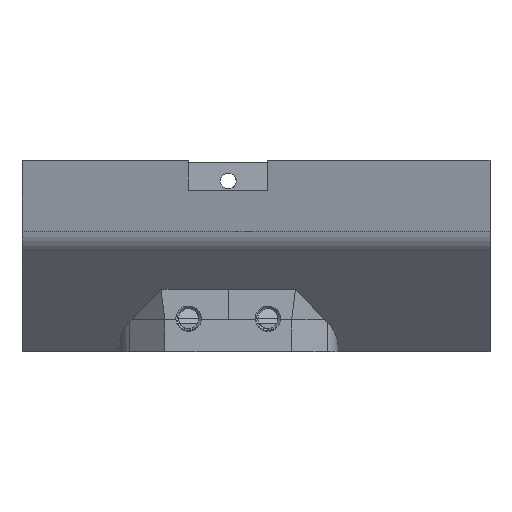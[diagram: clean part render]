
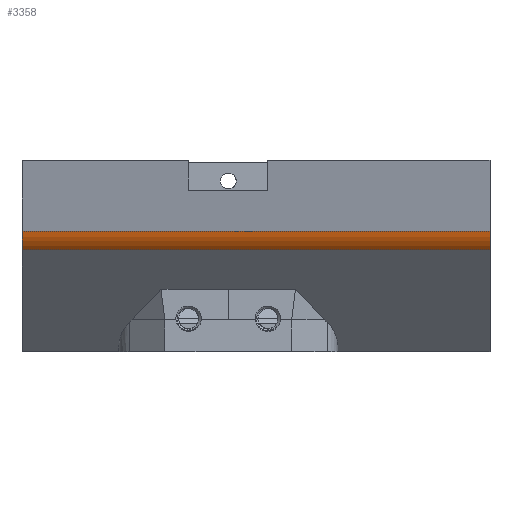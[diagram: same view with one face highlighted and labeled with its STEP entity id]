
A CAD part, front view. The second image highlights one B-rep face of the part: STEP entity #3358.
In plain terms, the highlighted cylindrical face has radius 4.59 mm (diameter 9.18 mm), a partial arc.
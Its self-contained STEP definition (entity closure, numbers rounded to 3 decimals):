
#44 = PLANE('',#45);
#45 = AXIS2_PLACEMENT_3D('',#46,#47,#48);
#46 = CARTESIAN_POINT('',(-26.,18.513,5.306));
#47 = DIRECTION('',(-1.,0.,0.));
#48 = DIRECTION('',(0.,0.,1.));
#132 = PLANE('',#133);
#133 = AXIS2_PLACEMENT_3D('',#134,#135,#136);
#134 = CARTESIAN_POINT('',(33.,18.513,5.306));
#135 = DIRECTION('',(-1.,0.,0.));
#136 = DIRECTION('',(0.,0.,1.));
#160 = PLANE('',#161);
#161 = AXIS2_PLACEMENT_3D('',#162,#163,#164);
#162 = CARTESIAN_POINT('',(-26.,7.198,5.812));
#163 = DIRECTION('',(0.,0.719,0.695));
#164 = DIRECTION('',(0.,0.695,-0.719));
#523 = VERTEX_POINT('',#524);
#524 = CARTESIAN_POINT('',(-26.,7.198,5.812));
#545 = EDGE_CURVE('',#546,#523,#548,.T.);
#546 = VERTEX_POINT('',#547);
#547 = CARTESIAN_POINT('',(-26.,5.992,8.137));
#548 = SURFACE_CURVE('',#549,(#554,#565),.PCURVE_S1.);
#549 = CIRCLE('',#550,4.59);
#550 = AXIS2_PLACEMENT_3D('',#551,#552,#553);
#551 = CARTESIAN_POINT('',(-26.,10.5,9.));
#552 = DIRECTION('',(1.,0.,0.));
#553 = DIRECTION('',(0.,0.,-1.));
#554 = PCURVE('',#44,#555);
#555 = DEFINITIONAL_REPRESENTATION('',(#556),#564);
#556 = ( BOUNDED_CURVE() B_SPLINE_CURVE(2,(#557,#558,#559,#560,#561,#562
,#563),.UNSPECIFIED.,.T.,.F.) B_SPLINE_CURVE_WITH_KNOTS((1,2,2,2,2,1),(
    -2.094,0.,2.094,4.189,6.283,
8.378),.UNSPECIFIED.) CURVE() GEOMETRIC_REPRESENTATION_ITEM() 
RATIONAL_B_SPLINE_CURVE((1.,0.5,1.,0.5,1.,0.5,1.)) REPRESENTATION_ITEM(
  '') );
#557 = CARTESIAN_POINT('',(-0.896,-8.013));
#558 = CARTESIAN_POINT('',(-0.896,-0.063));
#559 = CARTESIAN_POINT('',(5.989,-4.038));
#560 = CARTESIAN_POINT('',(12.874,-8.013));
#561 = CARTESIAN_POINT('',(5.989,-11.988));
#562 = CARTESIAN_POINT('',(-0.896,-15.963));
#563 = CARTESIAN_POINT('',(-0.896,-8.013));
#564 = ( GEOMETRIC_REPRESENTATION_CONTEXT(2) 
PARAMETRIC_REPRESENTATION_CONTEXT() REPRESENTATION_CONTEXT('2D SPACE',''
  ) );
#565 = PCURVE('',#566,#571);
#566 = CYLINDRICAL_SURFACE('',#567,4.59);
#567 = AXIS2_PLACEMENT_3D('',#568,#569,#570);
#568 = CARTESIAN_POINT('',(-26.,10.5,9.));
#569 = DIRECTION('',(-1.,-0.,-0.));
#570 = DIRECTION('',(0.,0.,-1.));
#571 = DEFINITIONAL_REPRESENTATION('',(#572),#576);
#572 = LINE('',#573,#574);
#573 = CARTESIAN_POINT('',(-0.,0.));
#574 = VECTOR('',#575,1.);
#575 = DIRECTION('',(-1.,0.));
#576 = ( GEOMETRIC_REPRESENTATION_CONTEXT(2) 
PARAMETRIC_REPRESENTATION_CONTEXT() REPRESENTATION_CONTEXT('2D SPACE',''
  ) );
#594 = PLANE('',#595);
#595 = AXIS2_PLACEMENT_3D('',#596,#597,#598);
#596 = CARTESIAN_POINT('',(3.5,5.136,12.611));
#597 = DIRECTION('',(0.,-0.982,-0.188
    ));
#598 = DIRECTION('',(0.,0.188,-0.982)
  );
#787 = EDGE_CURVE('',#523,#788,#790,.T.);
#788 = VERTEX_POINT('',#789);
#789 = CARTESIAN_POINT('',(33.,7.198,5.812));
#790 = SURFACE_CURVE('',#791,(#795,#802),.PCURVE_S1.);
#791 = LINE('',#792,#793);
#792 = CARTESIAN_POINT('',(-26.,7.198,5.812));
#793 = VECTOR('',#794,1.);
#794 = DIRECTION('',(1.,0.,0.));
#795 = PCURVE('',#160,#796);
#796 = DEFINITIONAL_REPRESENTATION('',(#797),#801);
#797 = LINE('',#798,#799);
#798 = CARTESIAN_POINT('',(0.,0.));
#799 = VECTOR('',#800,1.);
#800 = DIRECTION('',(0.,-1.));
#801 = ( GEOMETRIC_REPRESENTATION_CONTEXT(2) 
PARAMETRIC_REPRESENTATION_CONTEXT() REPRESENTATION_CONTEXT('2D SPACE',''
  ) );
#802 = PCURVE('',#566,#803);
#803 = DEFINITIONAL_REPRESENTATION('',(#804),#808);
#804 = LINE('',#805,#806);
#805 = CARTESIAN_POINT('',(-5.48,0.));
#806 = VECTOR('',#807,1.);
#807 = DIRECTION('',(-0.,-1.));
#808 = ( GEOMETRIC_REPRESENTATION_CONTEXT(2) 
PARAMETRIC_REPRESENTATION_CONTEXT() REPRESENTATION_CONTEXT('2D SPACE',''
  ) );
#1516 = EDGE_CURVE('',#1517,#788,#1519,.T.);
#1517 = VERTEX_POINT('',#1518);
#1518 = CARTESIAN_POINT('',(33.,5.992,8.137));
#1519 = SURFACE_CURVE('',#1520,(#1525,#1536),.PCURVE_S1.);
#1520 = CIRCLE('',#1521,4.59);
#1521 = AXIS2_PLACEMENT_3D('',#1522,#1523,#1524);
#1522 = CARTESIAN_POINT('',(33.,10.5,9.));
#1523 = DIRECTION('',(1.,0.,0.));
#1524 = DIRECTION('',(0.,0.,-1.));
#1525 = PCURVE('',#132,#1526);
#1526 = DEFINITIONAL_REPRESENTATION('',(#1527),#1535);
#1527 = ( BOUNDED_CURVE() B_SPLINE_CURVE(2,(#1528,#1529,#1530,#1531,
#1532,#1533,#1534),.UNSPECIFIED.,.T.,.F.) B_SPLINE_CURVE_WITH_KNOTS((1,2
    ,2,2,2,1),(-2.094,0.,2.094,4.189,
6.283,8.378),.UNSPECIFIED.) CURVE() 
GEOMETRIC_REPRESENTATION_ITEM() RATIONAL_B_SPLINE_CURVE((1.,0.5,1.,0.5,
1.,0.5,1.)) REPRESENTATION_ITEM('') );
#1528 = CARTESIAN_POINT('',(-0.896,-8.013));
#1529 = CARTESIAN_POINT('',(-0.896,-0.063));
#1530 = CARTESIAN_POINT('',(5.989,-4.038));
#1531 = CARTESIAN_POINT('',(12.874,-8.013));
#1532 = CARTESIAN_POINT('',(5.989,-11.988));
#1533 = CARTESIAN_POINT('',(-0.896,-15.963));
#1534 = CARTESIAN_POINT('',(-0.896,-8.013));
#1535 = ( GEOMETRIC_REPRESENTATION_CONTEXT(2) 
PARAMETRIC_REPRESENTATION_CONTEXT() REPRESENTATION_CONTEXT('2D SPACE',''
  ) );
#1536 = PCURVE('',#566,#1537);
#1537 = DEFINITIONAL_REPRESENTATION('',(#1538),#1542);
#1538 = LINE('',#1539,#1540);
#1539 = CARTESIAN_POINT('',(-0.,-59.));
#1540 = VECTOR('',#1541,1.);
#1541 = DIRECTION('',(-1.,0.));
#1542 = ( GEOMETRIC_REPRESENTATION_CONTEXT(2) 
PARAMETRIC_REPRESENTATION_CONTEXT() REPRESENTATION_CONTEXT('2D SPACE',''
  ) );
#3253 = EDGE_CURVE('',#546,#1517,#3254,.T.);
#3254 = SURFACE_CURVE('',#3255,(#3259,#3266),.PCURVE_S1.);
#3255 = LINE('',#3256,#3257);
#3256 = CARTESIAN_POINT('',(-26.,5.992,8.137));
#3257 = VECTOR('',#3258,1.);
#3258 = DIRECTION('',(1.,0.,0.));
#3259 = PCURVE('',#594,#3260);
#3260 = DEFINITIONAL_REPRESENTATION('',(#3261),#3265);
#3261 = LINE('',#3262,#3263);
#3262 = CARTESIAN_POINT('',(4.555,-29.5));
#3263 = VECTOR('',#3264,1.);
#3264 = DIRECTION('',(0.,1.));
#3265 = ( GEOMETRIC_REPRESENTATION_CONTEXT(2) 
PARAMETRIC_REPRESENTATION_CONTEXT() REPRESENTATION_CONTEXT('2D SPACE',''
  ) );
#3266 = PCURVE('',#566,#3267);
#3267 = DEFINITIONAL_REPRESENTATION('',(#3268),#3272);
#3268 = LINE('',#3269,#3270);
#3269 = CARTESIAN_POINT('',(-4.901,0.));
#3270 = VECTOR('',#3271,1.);
#3271 = DIRECTION('',(-0.,-1.));
#3272 = ( GEOMETRIC_REPRESENTATION_CONTEXT(2) 
PARAMETRIC_REPRESENTATION_CONTEXT() REPRESENTATION_CONTEXT('2D SPACE',''
  ) );
#3358 = ADVANCED_FACE('',(#3359),#566,.T.);
#3359 = FACE_BOUND('',#3360,.F.);
#3360 = EDGE_LOOP('',(#3361,#3362,#3363,#3364));
#3361 = ORIENTED_EDGE('',*,*,#3253,.T.);
#3362 = ORIENTED_EDGE('',*,*,#1516,.T.);
#3363 = ORIENTED_EDGE('',*,*,#787,.F.);
#3364 = ORIENTED_EDGE('',*,*,#545,.F.);
